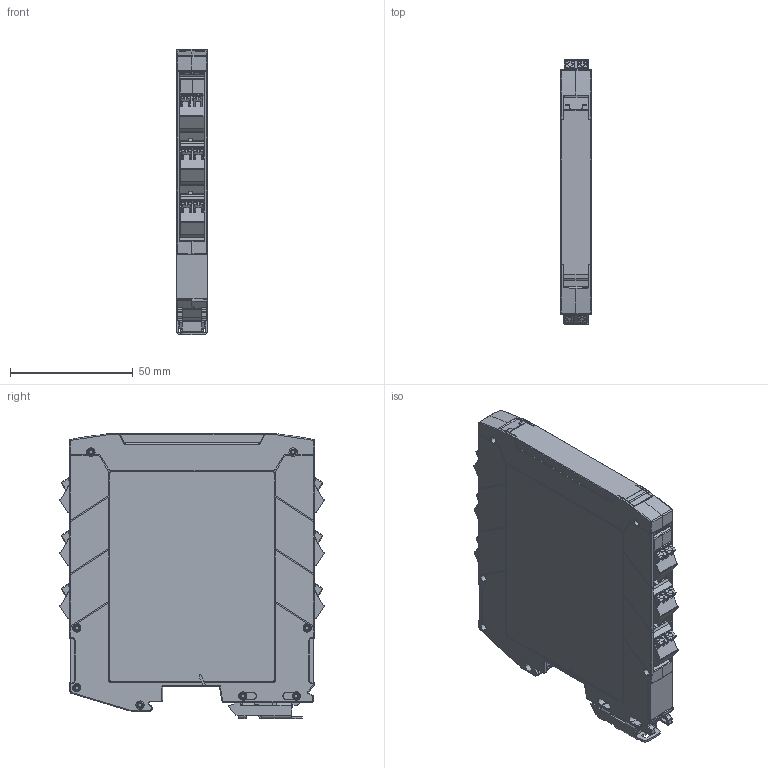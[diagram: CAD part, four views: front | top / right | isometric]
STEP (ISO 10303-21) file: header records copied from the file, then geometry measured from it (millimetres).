
FILE_DESCRIPTION (( 'STEP AP214' ), '1' );
FILE_NAME ('RN22-CB2B-LT.STEP', '2024-07-30T11:53:42', ( '' ), ( '' ), 'SwSTEP 2.0', 'SolidWorks 2021', '' );
FILE_SCHEMA (( 'AUTOMOTIVE_DESIGN' ));
Length unit declared in the file: inch
Products named in the file (1): RN22-CB2B-LT
Bounding box: 12.6 x 107.75 x 116.25 mm (x, y, z)
Volume: 133181.4 mm3; surface area: 37573.9 mm2
Topology: 2 solids, 2 shells, 3045 faces, 8436 edges, 5455 vertices
Faces by surface type: plane 1939, cylinder 765, bspline 220, cone 121
Entity records: 106017 total; most frequent: CARTESIAN_POINT 29816, ORIENTED_EDGE 16824, DIRECTION 14607, EDGE_CURVE 8412, VECTOR 6071, LINE 6071, VERTEX_POINT 5455, AXIS2_PLACEMENT_3D 4268
